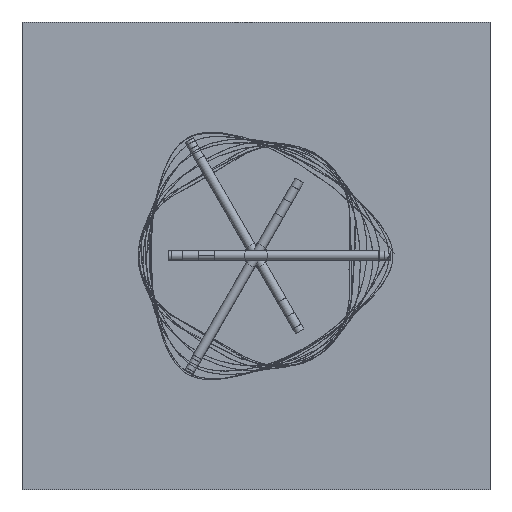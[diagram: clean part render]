
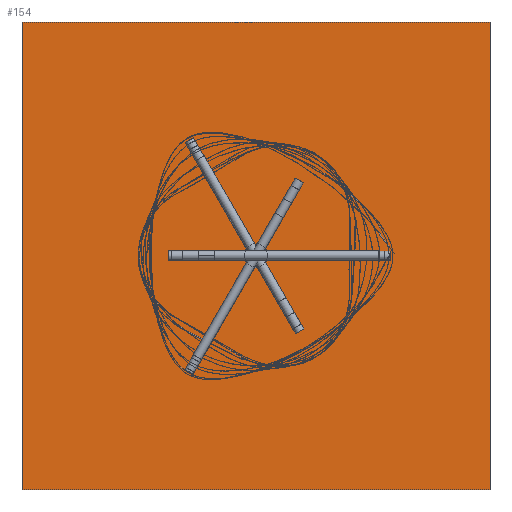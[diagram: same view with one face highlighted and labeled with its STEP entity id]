
A CAD part, top view. The second image highlights one B-rep face of the part: STEP entity #154.
In plain terms, the highlighted planar face has unit normal (0, 0, 1).
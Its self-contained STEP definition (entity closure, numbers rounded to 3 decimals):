
#12=B_SPLINE_CURVE_WITH_KNOTS('',1,(#2691,#2692),.UNSPECIFIED.,.F.,.F.,
(2,2),(-10.,10.),.UNSPECIFIED.);
#13=B_SPLINE_CURVE_WITH_KNOTS('',1,(#2693,#2694),.UNSPECIFIED.,.F.,.F.,
(2,2),(-10.,10.),.UNSPECIFIED.);
#14=B_SPLINE_CURVE_WITH_KNOTS('',1,(#2695,#2696),.UNSPECIFIED.,.F.,.F.,
(2,2),(-10.,10.),.UNSPECIFIED.);
#15=B_SPLINE_CURVE_WITH_KNOTS('',1,(#2697,#2698),.UNSPECIFIED.,.F.,.F.,
(2,2),(-10.,10.),.UNSPECIFIED.);
#22=PLANE('',#1546);
#154=ADVANCED_FACE('',(#220),#22,.T.);
#220=FACE_OUTER_BOUND('',#286,.T.);
#286=EDGE_LOOP('',(#538,#539,#540,#541));
#538=ORIENTED_EDGE('',*,*,#740,.T.);
#539=ORIENTED_EDGE('',*,*,#741,.T.);
#540=ORIENTED_EDGE('',*,*,#742,.T.);
#541=ORIENTED_EDGE('',*,*,#743,.T.);
#740=EDGE_CURVE('',#1196,#1197,#12,.T.);
#741=EDGE_CURVE('',#1197,#1198,#13,.T.);
#742=EDGE_CURVE('',#1198,#1199,#14,.T.);
#743=EDGE_CURVE('',#1199,#1196,#15,.T.);
#1196=VERTEX_POINT('',#2687);
#1197=VERTEX_POINT('',#2688);
#1198=VERTEX_POINT('',#2689);
#1199=VERTEX_POINT('',#2690);
#1546=AXIS2_PLACEMENT_3D('',#2686,#1866,$);
#1866=DIRECTION('',(0.,0.,1.));
#2686=CARTESIAN_POINT('',(-10.,-10.,0.));
#2687=CARTESIAN_POINT('',(-10.,-10.,0.));
#2688=CARTESIAN_POINT('',(10.,-10.,0.));
#2689=CARTESIAN_POINT('',(10.,10.,0.));
#2690=CARTESIAN_POINT('',(-10.,10.,0.));
#2691=CARTESIAN_POINT('',(-10.,-10.,0.));
#2692=CARTESIAN_POINT('',(10.,-10.,0.));
#2693=CARTESIAN_POINT('',(10.,-10.,0.));
#2694=CARTESIAN_POINT('',(10.,10.,0.));
#2695=CARTESIAN_POINT('',(10.,10.,0.));
#2696=CARTESIAN_POINT('',(-10.,10.,0.));
#2697=CARTESIAN_POINT('',(-10.,10.,0.));
#2698=CARTESIAN_POINT('',(-10.,-10.,0.));
